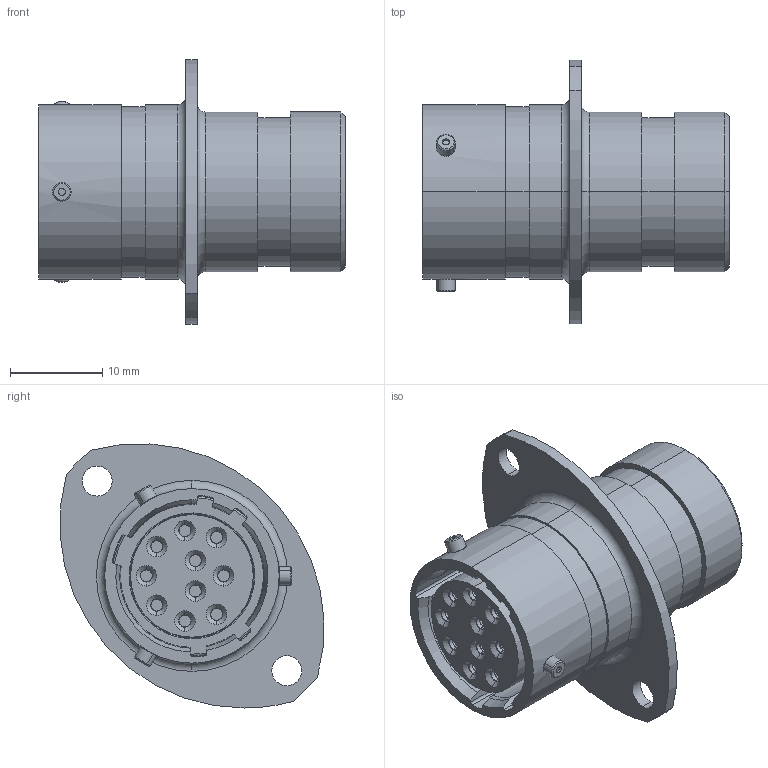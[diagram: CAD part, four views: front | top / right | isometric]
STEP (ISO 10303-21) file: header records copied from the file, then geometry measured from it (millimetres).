
FILE_DESCRIPTION (( 'STEP AP214' ), '1' );
FILE_NAME ('AS012-98SD.STEP', '2020-01-30T12:04:57', ( 'TE Connectivity' ), ( 'TE Connectivity' ), 'SwSTEP 2.0', 'SolidWorks 2016', '' );
FILE_SCHEMA (( 'AUTOMOTIVE_DESIGN' ));
Length unit declared in the file: millimetre
Products named in the file (1): AS012-98SD
Bounding box: 33.31 x 28.61 x 28.66 mm (x, y, z)
Volume: 6839.8 mm3; surface area: 9341.2 mm2
Topology: 11 solids, 11 shells, 511 faces, 1134 edges, 663 vertices
Faces by surface type: cylinder 188, torus 144, cone 100, plane 67, sphere 12
Entity records: 20222 total; most frequent: DIRECTION 2885, CARTESIAN_POINT 2567, ORIENTED_EDGE 2256, AXIS2_PLACEMENT_3D 1283, EDGE_CURVE 1128, CIRCLE 771, VERTEX_POINT 663, EDGE_LOOP 591
